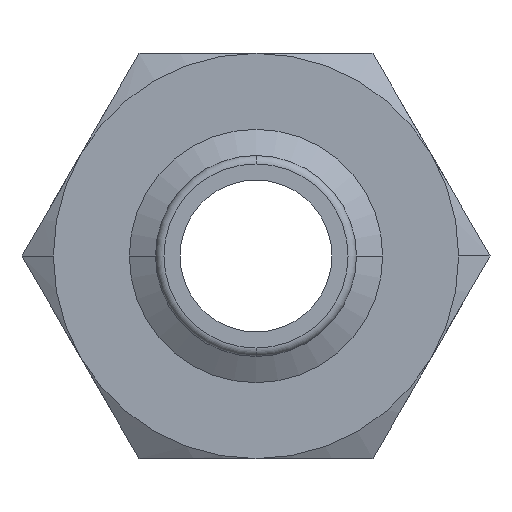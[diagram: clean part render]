
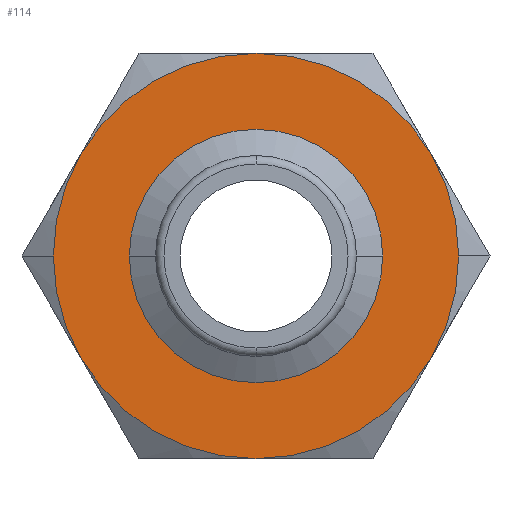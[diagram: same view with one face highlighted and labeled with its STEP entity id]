
A CAD part, front view. The second image highlights one B-rep face of the part: STEP entity #114.
In plain terms, the highlighted planar face has unit normal (0, -1, 0).
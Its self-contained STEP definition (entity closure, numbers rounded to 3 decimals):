
#114=ADVANCED_FACE('',(#253,#254),#255,.T.);
#253=FACE_OUTER_BOUND('',#414,.T.);
#254=FACE_BOUND('',#415,.T.);
#255=PLANE('',#416);
#414=EDGE_LOOP('',(#676,#677,#678,#679,#680,#681,#682,#683));
#415=EDGE_LOOP('',(#684,#685));
#416=AXIS2_PLACEMENT_3D('',#686,#687,#688);
#676=ORIENTED_EDGE('',*,*,#1022,.F.);
#677=ORIENTED_EDGE('',*,*,#1023,.F.);
#678=ORIENTED_EDGE('',*,*,#1024,.F.);
#679=ORIENTED_EDGE('',*,*,#1015,.F.);
#680=ORIENTED_EDGE('',*,*,#964,.F.);
#681=ORIENTED_EDGE('',*,*,#1025,.F.);
#682=ORIENTED_EDGE('',*,*,#1026,.F.);
#683=ORIENTED_EDGE('',*,*,#1003,.F.);
#684=ORIENTED_EDGE('',*,*,#1020,.F.);
#685=ORIENTED_EDGE('',*,*,#1027,.F.);
#686=CARTESIAN_POINT('',(6.0,23.0,0.0));
#687=DIRECTION('',(-0.0,-1.0,-0.0));
#688=DIRECTION('',(-1.0,0.0,0.0));
#964=EDGE_CURVE('',#1146,#1144,#1148,.T.);
#1003=EDGE_CURVE('',#1210,#1201,#1212,.T.);
#1015=EDGE_CURVE('',#1144,#1134,#1228,.T.);
#1020=EDGE_CURVE('',#1233,#1230,#1235,.T.);
#1022=EDGE_CURVE('',#1237,#1210,#1238,.T.);
#1023=EDGE_CURVE('',#1239,#1237,#1240,.T.);
#1024=EDGE_CURVE('',#1134,#1239,#1241,.T.);
#1025=EDGE_CURVE('',#1242,#1146,#1243,.T.);
#1026=EDGE_CURVE('',#1201,#1242,#1244,.T.);
#1027=EDGE_CURVE('',#1230,#1233,#1245,.T.);
#1134=VERTEX_POINT('',#1376);
#1144=VERTEX_POINT('',#1421);
#1146=VERTEX_POINT('',#1424);
#1148=CIRCLE('',#1437,12.0);
#1201=VERTEX_POINT('',#1510);
#1210=VERTEX_POINT('',#1554);
#1212=CIRCLE('',#1557,12.0);
#1228=CIRCLE('',#1586,12.0);
#1230=VERTEX_POINT('',#1588);
#1233=VERTEX_POINT('',#1592);
#1235=CIRCLE('',#1595,7.5);
#1237=VERTEX_POINT('',#1597);
#1238=CIRCLE('',#1598,12.0);
#1239=VERTEX_POINT('',#1599);
#1240=CIRCLE('',#1600,12.0);
#1241=CIRCLE('',#1601,12.0);
#1242=VERTEX_POINT('',#1602);
#1243=CIRCLE('',#1603,12.0);
#1244=CIRCLE('',#1604,12.0);
#1245=CIRCLE('',#1605,7.5);
#1376=CARTESIAN_POINT('',(-10.392,23.0,6.0));
#1421=CARTESIAN_POINT('',(-12.0,23.0,0.));
#1424=CARTESIAN_POINT('',(-10.392,23.0,-6.0));
#1437=AXIS2_PLACEMENT_3D('',#1889,#1890,#1891);
#1510=CARTESIAN_POINT('',(10.392,23.0,-6.0));
#1554=CARTESIAN_POINT('',(12.0,23.0,0.));
#1557=AXIS2_PLACEMENT_3D('',#1946,#1947,#1948);
#1586=AXIS2_PLACEMENT_3D('',#1963,#1964,#1965);
#1588=CARTESIAN_POINT('',(7.5,23.0,0.));
#1592=CARTESIAN_POINT('',(-7.5,23.0,0.));
#1595=AXIS2_PLACEMENT_3D('',#1971,#1972,#1973);
#1597=CARTESIAN_POINT('',(10.392,23.0,6.0));
#1598=AXIS2_PLACEMENT_3D('',#1974,#1975,#1976);
#1599=CARTESIAN_POINT('',(0.,23.0,12.0));
#1600=AXIS2_PLACEMENT_3D('',#1977,#1978,#1979);
#1601=AXIS2_PLACEMENT_3D('',#1980,#1981,#1982);
#1602=CARTESIAN_POINT('',(0.0,23.0,-12.0));
#1603=AXIS2_PLACEMENT_3D('',#1983,#1984,#1985);
#1604=AXIS2_PLACEMENT_3D('',#1986,#1987,#1988);
#1605=AXIS2_PLACEMENT_3D('',#1989,#1990,#1991);
#1889=CARTESIAN_POINT('',(0.0,23.0,0.0));
#1890=DIRECTION('',(-0.0,1.0,0.0));
#1891=DIRECTION('',(1.0,0.0,0.0));
#1946=CARTESIAN_POINT('',(0.0,23.0,0.0));
#1947=DIRECTION('',(-0.0,1.0,0.0));
#1948=DIRECTION('',(1.0,0.0,0.0));
#1963=CARTESIAN_POINT('',(0.0,23.0,0.0));
#1964=DIRECTION('',(-0.0,1.0,0.0));
#1965=DIRECTION('',(1.0,0.0,0.0));
#1971=CARTESIAN_POINT('',(0.0,23.0,0.0));
#1972=DIRECTION('',(0.0,-1.0,0.0));
#1973=DIRECTION('',(1.0,0.0,0.0));
#1974=CARTESIAN_POINT('',(0.0,23.0,0.0));
#1975=DIRECTION('',(-0.0,1.0,0.0));
#1976=DIRECTION('',(1.0,0.0,0.0));
#1977=CARTESIAN_POINT('',(0.0,23.0,0.0));
#1978=DIRECTION('',(-0.0,1.0,0.0));
#1979=DIRECTION('',(1.0,0.0,0.0));
#1980=CARTESIAN_POINT('',(0.0,23.0,0.0));
#1981=DIRECTION('',(-0.0,1.0,0.0));
#1982=DIRECTION('',(1.0,0.0,0.0));
#1983=CARTESIAN_POINT('',(0.0,23.0,0.0));
#1984=DIRECTION('',(-0.0,1.0,0.0));
#1985=DIRECTION('',(1.0,0.0,0.0));
#1986=CARTESIAN_POINT('',(0.0,23.0,0.0));
#1987=DIRECTION('',(-0.0,1.0,0.0));
#1988=DIRECTION('',(1.0,0.0,0.0));
#1989=CARTESIAN_POINT('',(0.0,23.0,0.0));
#1990=DIRECTION('',(0.0,-1.0,0.0));
#1991=DIRECTION('',(1.0,0.0,0.0));
